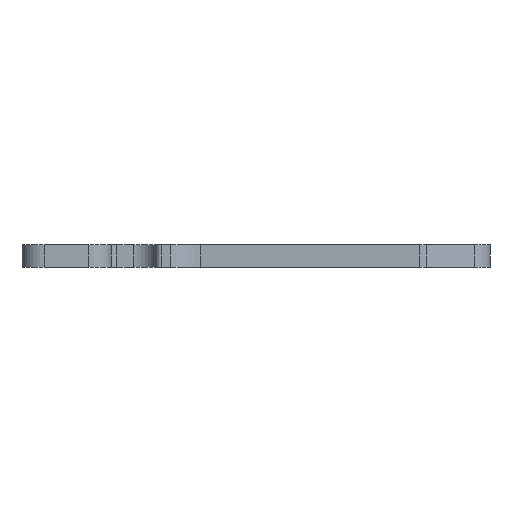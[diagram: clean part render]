
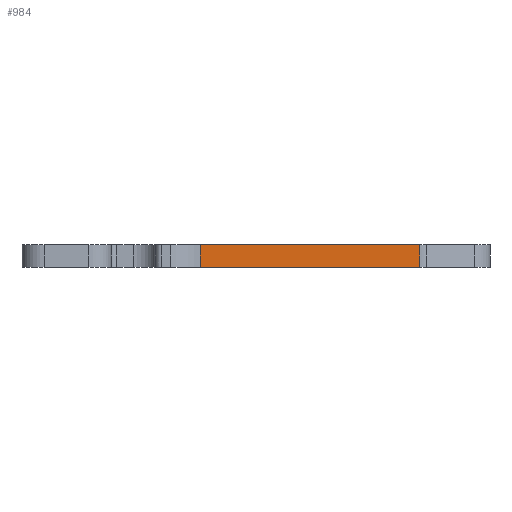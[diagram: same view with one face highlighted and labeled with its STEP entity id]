
A CAD part, left-side view. The second image highlights one B-rep face of the part: STEP entity #984.
In plain terms, the highlighted planar face has unit normal (-1, 0, 0).
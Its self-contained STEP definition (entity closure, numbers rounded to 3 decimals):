
#964=AXIS2_PLACEMENT_3D('Plane Axis2P3D',#961,#962,#963) ;
#259=CARTESIAN_POINT('Vertex',(-9.,5.5,0.5)) ;
#262=CARTESIAN_POINT('Line Origine',(-9.,0.579,0.5)) ;
#266=CARTESIAN_POINT('Vertex',(-9.,-4.342,0.5)) ;
#946=CARTESIAN_POINT('Vertex',(-9.,5.5,-0.5)) ;
#949=CARTESIAN_POINT('Line Origine',(-9.,5.5,0.)) ;
#961=CARTESIAN_POINT('Axis2P3D Location',(-9.,-4.5,0.)) ;
#966=CARTESIAN_POINT('Line Origine',(-9.,-4.342,0.)) ;
#970=CARTESIAN_POINT('Vertex',(-9.,-4.342,-0.5)) ;
#973=CARTESIAN_POINT('Line Origine',(-9.,0.579,-0.5)) ;
#263=DIRECTION('Vector Direction',(0.,1.,0.)) ;
#950=DIRECTION('Vector Direction',(0.,0.,1.)) ;
#962=DIRECTION('Axis2P3D Direction',(1.,0.,0.)) ;
#963=DIRECTION('Axis2P3D XDirection',(0.,1.,0.)) ;
#967=DIRECTION('Vector Direction',(0.,0.,1.)) ;
#974=DIRECTION('Vector Direction',(0.,1.,0.)) ;
#264=VECTOR('Line Direction',#263,1.) ;
#951=VECTOR('Line Direction',#950,1.) ;
#968=VECTOR('Line Direction',#967,1.) ;
#975=VECTOR('Line Direction',#974,1.) ;
#979=ORIENTED_EDGE('',*,*,#972,.T.) ;
#980=ORIENTED_EDGE('',*,*,#268,.F.) ;
#981=ORIENTED_EDGE('',*,*,#953,.F.) ;
#982=ORIENTED_EDGE('',*,*,#977,.T.) ;
#984=ADVANCED_FACE('Hauptk\X2\00F6\X0\rper',(#983),#965,.F.) ;
#268=EDGE_CURVE('',#260,#267,#265,.F.) ;
#953=EDGE_CURVE('',#947,#260,#952,.T.) ;
#972=EDGE_CURVE('',#971,#267,#969,.T.) ;
#977=EDGE_CURVE('',#947,#971,#976,.F.) ;
#978=EDGE_LOOP('',(#979,#980,#981,#982)) ;
#983=FACE_OUTER_BOUND('',#978,.T.) ;
#265=LINE('Line',#262,#264) ;
#952=LINE('Line',#949,#951) ;
#969=LINE('Line',#966,#968) ;
#976=LINE('Line',#973,#975) ;
#965=PLANE('',#964) ;
#260=VERTEX_POINT('',#259) ;
#267=VERTEX_POINT('',#266) ;
#947=VERTEX_POINT('',#946) ;
#971=VERTEX_POINT('',#970) ;
